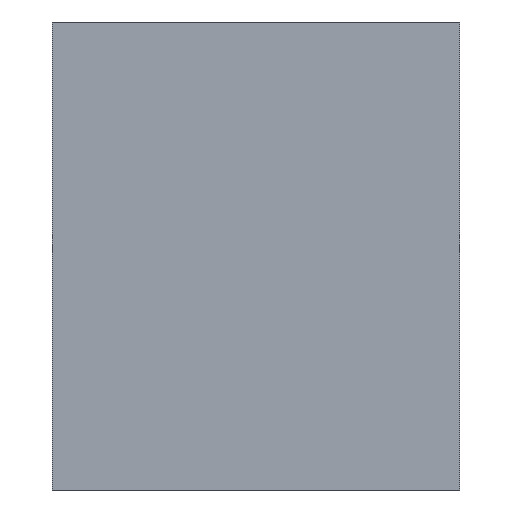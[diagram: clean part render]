
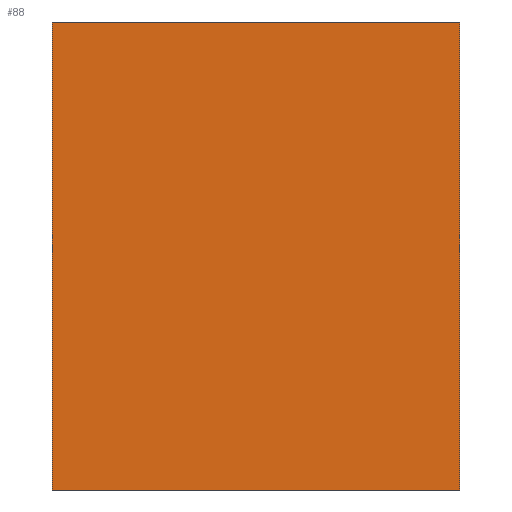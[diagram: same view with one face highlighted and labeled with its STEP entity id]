
A CAD part, front view. The second image highlights one B-rep face of the part: STEP entity #88.
In plain terms, the highlighted planar face has unit normal (0, -1, 0).
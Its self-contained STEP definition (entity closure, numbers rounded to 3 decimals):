
#24 = VERTEX_POINT('',#25);
#25 = CARTESIAN_POINT('',(-8.731,0.,-6.35));
#40 = VERTEX_POINT('',#41);
#41 = CARTESIAN_POINT('',(-8.731,0.,-184.15));
#47 = EDGE_CURVE('',#24,#40,#48,.T.);
#48 = LINE('',#49,#50);
#49 = CARTESIAN_POINT('',(-8.731,0.,0.));
#50 = VECTOR('',#51,1.);
#51 = DIRECTION('',(-0.,-0.,-1.));
#62 = EDGE_CURVE('',#24,#63,#65,.T.);
#63 = VERTEX_POINT('',#64);
#64 = CARTESIAN_POINT('',(146.05,0.,-6.35));
#65 = LINE('',#66,#67);
#66 = CARTESIAN_POINT('',(-8.731,0.,-6.35));
#67 = VECTOR('',#68,1.);
#68 = DIRECTION('',(1.,0.,0.));
#88 = ADVANCED_FACE('',(#89),#107,.T.);
#89 = FACE_BOUND('',#90,.T.);
#90 = EDGE_LOOP('',(#91,#92,#93,#101));
#91 = ORIENTED_EDGE('',*,*,#62,.F.);
#92 = ORIENTED_EDGE('',*,*,#47,.T.);
#93 = ORIENTED_EDGE('',*,*,#94,.T.);
#94 = EDGE_CURVE('',#40,#95,#97,.T.);
#95 = VERTEX_POINT('',#96);
#96 = CARTESIAN_POINT('',(146.05,0.,-184.15));
#97 = LINE('',#98,#99);
#98 = CARTESIAN_POINT('',(-8.731,0.,-184.15));
#99 = VECTOR('',#100,1.);
#100 = DIRECTION('',(1.,0.,0.));
#101 = ORIENTED_EDGE('',*,*,#102,.F.);
#102 = EDGE_CURVE('',#63,#95,#103,.T.);
#103 = LINE('',#104,#105);
#104 = CARTESIAN_POINT('',(146.05,0.,0.));
#105 = VECTOR('',#106,1.);
#106 = DIRECTION('',(-0.,-0.,-1.));
#107 = PLANE('',#108);
#108 = AXIS2_PLACEMENT_3D('',#109,#110,#111);
#109 = CARTESIAN_POINT('',(-8.731,0.,0.));
#110 = DIRECTION('',(0.,-1.,0.));
#111 = DIRECTION('',(1.,0.,0.));
